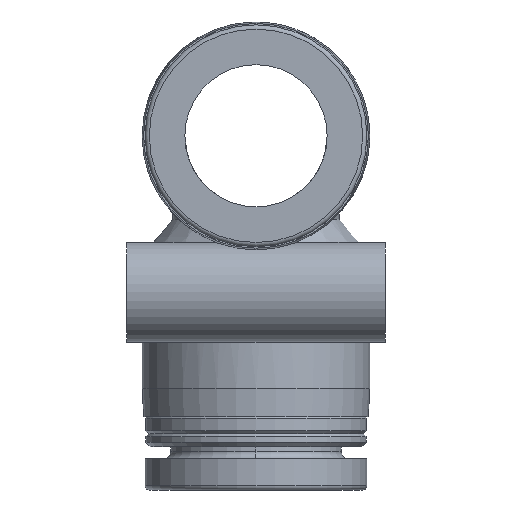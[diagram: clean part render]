
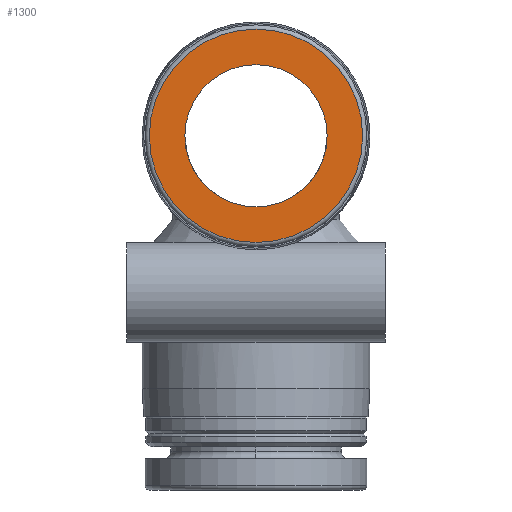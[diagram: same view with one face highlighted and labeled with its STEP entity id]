
A CAD part, left-side view. The second image highlights one B-rep face of the part: STEP entity #1300.
In plain terms, the highlighted planar face has unit normal (-1, 0, 0).
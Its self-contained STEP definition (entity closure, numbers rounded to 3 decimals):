
#235=FACE_BOUND('',#406,.T.);
#311=FACE_OUTER_BOUND('',#405,.T.);
#405=EDGE_LOOP('',(#1162));
#406=EDGE_LOOP('',(#1163));
#504=CIRCLE('',#1470,7.5);
#508=CIRCLE('',#1476,5.);
#621=VERTEX_POINT('',#2522);
#624=VERTEX_POINT('',#2532);
#804=EDGE_CURVE('',#621,#621,#504,.T.);
#809=EDGE_CURVE('',#624,#624,#508,.T.);
#1162=ORIENTED_EDGE('',*,*,#804,.F.);
#1163=ORIENTED_EDGE('',*,*,#809,.T.);
#1227=PLANE('',#1475);
#1300=ADVANCED_FACE('',(#311,#235),#1227,.T.);
#1470=AXIS2_PLACEMENT_3D('',#2523,#1863,#1864);
#1475=AXIS2_PLACEMENT_3D('',#2531,#1874,#1875);
#1476=AXIS2_PLACEMENT_3D('',#2533,#1876,#1877);
#1863=DIRECTION('center_axis',(1.,0.,0.));
#1864=DIRECTION('ref_axis',(0.,-1.,0.));
#1874=DIRECTION('center_axis',(-1.,0.,0.));
#1875=DIRECTION('ref_axis',(0.,-1.,0.));
#1876=DIRECTION('center_axis',(1.,0.,0.));
#1877=DIRECTION('ref_axis',(0.,1.,0.));
#2522=CARTESIAN_POINT('',(-26.4,7.5,24.9));
#2523=CARTESIAN_POINT('Origin',(-26.4,0.,24.9));
#2531=CARTESIAN_POINT('Origin',(-26.4,0.,24.9));
#2532=CARTESIAN_POINT('',(-26.4,0.,19.9));
#2533=CARTESIAN_POINT('Origin',(-26.4,0.,24.9));
